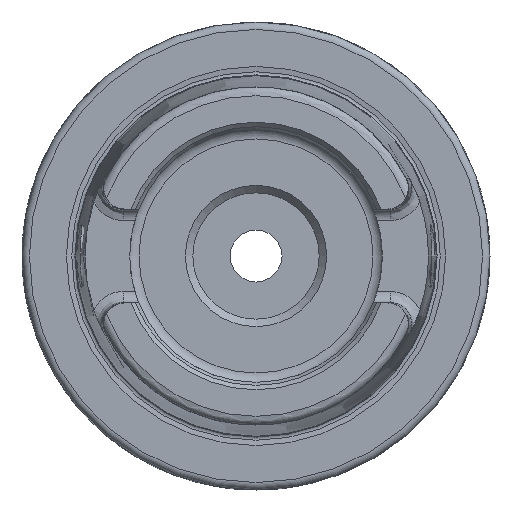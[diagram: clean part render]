
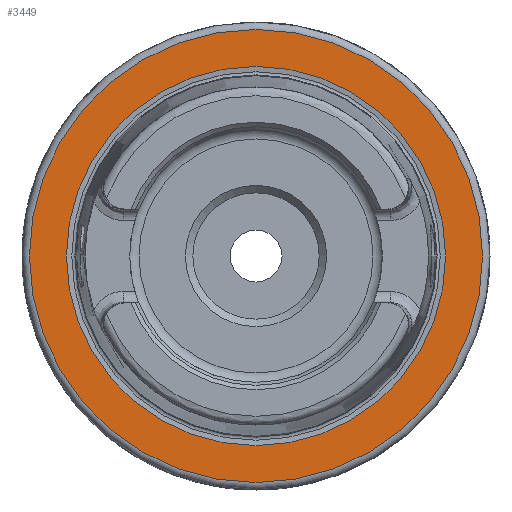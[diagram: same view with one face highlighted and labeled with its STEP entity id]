
A CAD part, left-side view. The second image highlights one B-rep face of the part: STEP entity #3449.
In plain terms, the highlighted planar face has unit normal (-1, 0, 0).
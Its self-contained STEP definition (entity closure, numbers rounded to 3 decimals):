
#98=FACE_BOUND('',#557,.T.);
#156=PLANE('',#3806);
#358=FACE_OUTER_BOUND('',#556,.T.);
#556=EDGE_LOOP('',(#3004,#3005));
#557=EDGE_LOOP('',(#3006,#3007));
#907=CIRCLE('',#3804,25.521);
#908=CIRCLE('',#3805,25.521);
#909=CIRCLE('',#3807,30.5);
#910=CIRCLE('',#3808,30.5);
#1570=VERTEX_POINT('',#7383);
#1571=VERTEX_POINT('',#7385);
#1572=VERTEX_POINT('',#7389);
#1573=VERTEX_POINT('',#7390);
#2069=EDGE_CURVE('',#1571,#1570,#907,.T.);
#2070=EDGE_CURVE('',#1570,#1571,#908,.T.);
#2071=EDGE_CURVE('',#1572,#1573,#909,.T.);
#2072=EDGE_CURVE('',#1573,#1572,#910,.T.);
#3004=ORIENTED_EDGE('',*,*,#2071,.F.);
#3005=ORIENTED_EDGE('',*,*,#2072,.F.);
#3006=ORIENTED_EDGE('',*,*,#2069,.T.);
#3007=ORIENTED_EDGE('',*,*,#2070,.T.);
#3449=ADVANCED_FACE('',(#358,#98),#156,.T.);
#3804=AXIS2_PLACEMENT_3D('',#7386,#4585,#4586);
#3805=AXIS2_PLACEMENT_3D('',#7387,#4587,#4588);
#3806=AXIS2_PLACEMENT_3D('',#7388,#4589,#4590);
#3807=AXIS2_PLACEMENT_3D('',#7391,#4591,#4592);
#3808=AXIS2_PLACEMENT_3D('',#7392,#4593,#4594);
#4585=DIRECTION('center_axis',(1.,0.,0.));
#4586=DIRECTION('ref_axis',(0.,0.,-1.));
#4587=DIRECTION('center_axis',(1.,0.,0.));
#4588=DIRECTION('ref_axis',(0.,0.,-1.));
#4589=DIRECTION('center_axis',(-1.,0.,0.));
#4590=DIRECTION('ref_axis',(0.,0.,1.));
#4591=DIRECTION('center_axis',(1.,0.,0.));
#4592=DIRECTION('ref_axis',(0.,0.,-1.));
#4593=DIRECTION('center_axis',(1.,0.,0.));
#4594=DIRECTION('ref_axis',(0.,0.,-1.));
#7383=CARTESIAN_POINT('',(0.,-25.521,0.));
#7385=CARTESIAN_POINT('',(0.,25.521,0.));
#7386=CARTESIAN_POINT('Origin',(0.,0.,
0.));
#7387=CARTESIAN_POINT('Origin',(0.,0.,
0.));
#7388=CARTESIAN_POINT('Origin',(0.,30.5,0.));
#7389=CARTESIAN_POINT('',(0.,30.5,0.));
#7390=CARTESIAN_POINT('',(0.,0.,30.5));
#7391=CARTESIAN_POINT('Origin',(0.,0.,
0.));
#7392=CARTESIAN_POINT('Origin',(0.,0.,
0.));
